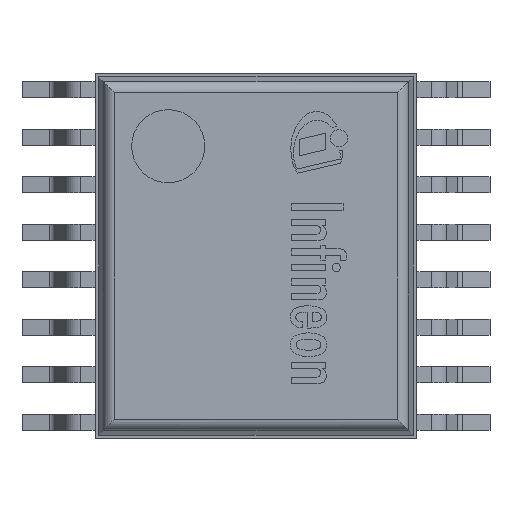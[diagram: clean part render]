
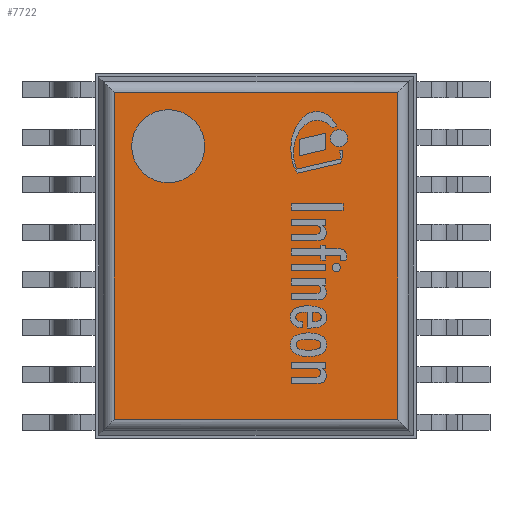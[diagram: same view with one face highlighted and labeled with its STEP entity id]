
A CAD part, top view. The second image highlights one B-rep face of the part: STEP entity #7722.
In plain terms, the highlighted planar face has unit normal (0, 0, 1).
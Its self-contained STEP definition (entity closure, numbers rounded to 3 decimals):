
#82=FACE_BOUND('',#2345,.T.);
#99=LINE('',#11500,#894);
#102=LINE('',#11510,#897);
#103=LINE('',#11514,#898);
#105=LINE('',#11519,#900);
#894=VECTOR('',#9044,1.);
#897=VECTOR('',#9053,1.);
#898=VECTOR('',#9058,1.);
#900=VECTOR('',#9064,1.);
#1886=FACE_OUTER_BOUND('',#2344,.T.);
#2344=EDGE_LOOP('',(#5138,#5139,#5140,#5141));
#2345=EDGE_LOOP('',(#5142));
#2805=CIRCLE('',#8219,0.5);
#3169=VERTEX_POINT('',#11498);
#3170=VERTEX_POINT('',#11499);
#3174=VERTEX_POINT('',#11509);
#3175=VERTEX_POINT('',#11513);
#3180=VERTEX_POINT('',#11532);
#3947=EDGE_CURVE('',#3169,#3170,#99,.T.);
#3952=EDGE_CURVE('',#3170,#3174,#102,.T.);
#3954=EDGE_CURVE('',#3175,#3169,#103,.T.);
#3957=EDGE_CURVE('',#3174,#3175,#105,.T.);
#3964=EDGE_CURVE('',#3180,#3180,#2805,.T.);
#5138=ORIENTED_EDGE('',*,*,#3947,.F.);
#5139=ORIENTED_EDGE('',*,*,#3954,.F.);
#5140=ORIENTED_EDGE('',*,*,#3957,.F.);
#5141=ORIENTED_EDGE('',*,*,#3952,.F.);
#5142=ORIENTED_EDGE('',*,*,#3964,.T.);
#7450=PLANE('',#8218);
#7722=ADVANCED_FACE('',(#1886,#82),#7450,.T.);
#8218=AXIS2_PLACEMENT_3D('',#11531,#9075,#9076);
#8219=AXIS2_PLACEMENT_3D('',#11533,#9077,#9078);
#9044=DIRECTION('',(-1.,0.,0.));
#9053=DIRECTION('',(0.,1.,0.));
#9058=DIRECTION('',(0.,-1.,0.));
#9064=DIRECTION('',(1.,0.,0.));
#9075=DIRECTION('center_axis',(0.,0.,1.));
#9076=DIRECTION('ref_axis',(0.,-1.,0.));
#9077=DIRECTION('center_axis',(0.,0.,-1.));
#9078=DIRECTION('ref_axis',(0.,-1.,0.));
#11498=CARTESIAN_POINT('',(1.936,-2.236,1.1));
#11499=CARTESIAN_POINT('',(-1.936,-2.236,1.1));
#11500=CARTESIAN_POINT('',(-2.129,-2.236,1.1));
#11509=CARTESIAN_POINT('',(-1.936,2.236,1.1));
#11510=CARTESIAN_POINT('',(-1.936,2.5,1.1));
#11513=CARTESIAN_POINT('',(1.936,2.236,1.1));
#11514=CARTESIAN_POINT('',(1.936,2.5,1.1));
#11519=CARTESIAN_POINT('',(-2.129,2.236,1.1));
#11531=CARTESIAN_POINT('Origin',(-2.057,2.5,1.1));
#11532=CARTESIAN_POINT('',(-1.2,2.,1.1));
#11533=CARTESIAN_POINT('Origin',(-1.2,1.5,1.1));
